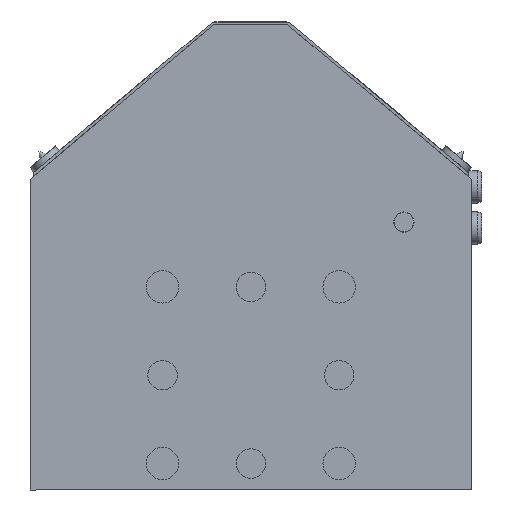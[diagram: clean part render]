
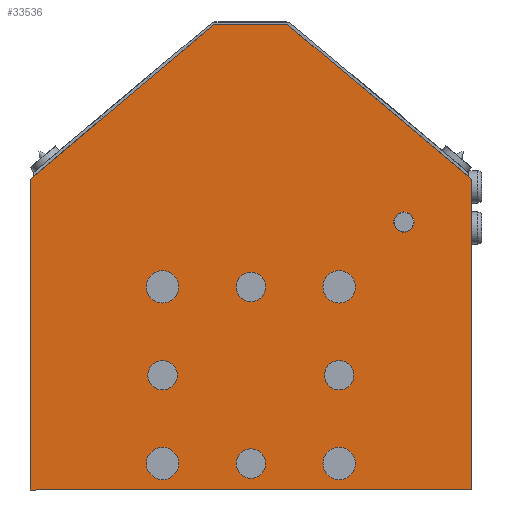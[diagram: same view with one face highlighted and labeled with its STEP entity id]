
A CAD part, left-side view. The second image highlights one B-rep face of the part: STEP entity #33536.
In plain terms, the highlighted face is planar.
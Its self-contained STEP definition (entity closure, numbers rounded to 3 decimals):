
#32904=CARTESIAN_POINT('',(270.,-24.5,68.));
#32905=VERTEX_POINT('',#32904);
#32906=CARTESIAN_POINT('',(270.,-30.,68.));
#32907=DIRECTION('',(-1.0,0.0,0.0));
#32908=DIRECTION('',(0.0,-1.0,0.0));
#32909=AXIS2_PLACEMENT_3D('',#32906,#32907,#32908);
#32910=CIRCLE('',#32909,5.5);
#32911=EDGE_CURVE('',#32905,#32905,#32910,.T.);
#32964=CARTESIAN_POINT('',(270.,35.5,68.));
#32965=VERTEX_POINT('',#32964);
#32966=CARTESIAN_POINT('',(270.,30.,68.));
#32967=DIRECTION('',(-1.0,0.0,0.0));
#32968=DIRECTION('',(0.0,-1.0,0.0));
#32969=AXIS2_PLACEMENT_3D('',#32966,#32967,#32968);
#32970=CIRCLE('',#32969,5.5);
#32971=EDGE_CURVE('',#32965,#32965,#32970,.T.);
#33203=CARTESIAN_POINT('',(270.,35.5,8.));
#33204=VERTEX_POINT('',#33203);
#33205=CARTESIAN_POINT('',(270.,30.,8.));
#33206=DIRECTION('',(-1.0,0.0,0.0));
#33207=DIRECTION('',(0.0,-1.0,0.0));
#33208=AXIS2_PLACEMENT_3D('',#33205,#33206,#33207);
#33209=CIRCLE('',#33208,5.5);
#33210=EDGE_CURVE('',#33204,#33204,#33209,.T.);
#33223=CARTESIAN_POINT('',(270.,-24.5,8.));
#33224=VERTEX_POINT('',#33223);
#33225=CARTESIAN_POINT('',(270.,-30.,8.));
#33226=DIRECTION('',(-1.0,0.0,0.0));
#33227=DIRECTION('',(0.0,-1.0,0.0));
#33228=AXIS2_PLACEMENT_3D('',#33225,#33226,#33227);
#33229=CIRCLE('',#33228,5.5);
#33230=EDGE_CURVE('',#33224,#33224,#33229,.T.);
#33240=CARTESIAN_POINT('',(270.,-25.,38.));
#33241=VERTEX_POINT('',#33240);
#33242=CARTESIAN_POINT('',(270.,-30.,38.));
#33243=DIRECTION('',(-1.0,0.0,0.0));
#33244=DIRECTION('',(0.0,-1.0,0.0));
#33245=AXIS2_PLACEMENT_3D('',#33242,#33243,#33244);
#33246=CIRCLE('',#33245,5.0);
#33247=EDGE_CURVE('',#33241,#33241,#33246,.T.);
#33260=CARTESIAN_POINT('',(270.,5.,68.));
#33261=VERTEX_POINT('',#33260);
#33262=CARTESIAN_POINT('',(270.,0.,68.));
#33263=DIRECTION('',(-1.0,0.0,0.0));
#33264=DIRECTION('',(0.0,-1.0,0.0));
#33265=AXIS2_PLACEMENT_3D('',#33262,#33263,#33264);
#33266=CIRCLE('',#33265,5.0);
#33267=EDGE_CURVE('',#33261,#33261,#33266,.T.);
#33280=CARTESIAN_POINT('',(270.,5.,8.));
#33281=VERTEX_POINT('',#33280);
#33282=CARTESIAN_POINT('',(270.,0.,8.));
#33283=DIRECTION('',(-1.0,0.0,0.0));
#33284=DIRECTION('',(0.0,-1.0,0.0));
#33285=AXIS2_PLACEMENT_3D('',#33282,#33283,#33284);
#33286=CIRCLE('',#33285,5.0);
#33287=EDGE_CURVE('',#33281,#33281,#33286,.T.);
#33300=CARTESIAN_POINT('',(270.,35.,38.));
#33301=VERTEX_POINT('',#33300);
#33302=CARTESIAN_POINT('',(270.,30.,38.));
#33303=DIRECTION('',(-1.0,0.0,0.0));
#33304=DIRECTION('',(0.0,-1.0,0.0));
#33305=AXIS2_PLACEMENT_3D('',#33302,#33303,#33304);
#33306=CIRCLE('',#33305,5.0);
#33307=EDGE_CURVE('',#33301,#33301,#33306,.T.);
#33331=CARTESIAN_POINT('',(270.,55.458,90.));
#33332=VERTEX_POINT('',#33331);
#33333=CARTESIAN_POINT('',(270.,52.,90.));
#33334=DIRECTION('',(-1.0,0.0,0.0));
#33335=DIRECTION('',(0.0,-1.0,0.0));
#33336=AXIS2_PLACEMENT_3D('',#33333,#33334,#33335);
#33337=CIRCLE('',#33336,3.459);
#33338=EDGE_CURVE('',#33332,#33332,#33337,.T.);
#33380=CARTESIAN_POINT('',(270.,-12.575,157.));
#33381=VERTEX_POINT('',#33380);
#33382=CARTESIAN_POINT('',(270.,-75.,104.619));
#33383=VERTEX_POINT('',#33382);
#33384=CARTESIAN_POINT('',(270.,-12.575,157.));
#33385=DIRECTION('',(0.,-0.766,-0.643));
#33386=VECTOR('',#33385,81.49);
#33387=LINE('',#33384,#33386);
#33388=EDGE_CURVE('',#33381,#33383,#33387,.T.);
#33411=CARTESIAN_POINT('',(270.,75.,104.619));
#33412=VERTEX_POINT('',#33411);
#33413=CARTESIAN_POINT('',(270.,12.575,157.0));
#33414=VERTEX_POINT('',#33413);
#33415=CARTESIAN_POINT('',(270.,75.,104.619));
#33416=DIRECTION('',(0.,-0.766,0.643));
#33417=VECTOR('',#33416,81.49);
#33418=LINE('',#33415,#33417);
#33419=EDGE_CURVE('',#33412,#33414,#33418,.T.);
#33443=CARTESIAN_POINT('',(270.,-12.575,157.));
#33444=DIRECTION('',(0.0,1.0,0.0));
#33445=VECTOR('',#33444,25.149);
#33446=LINE('',#33443,#33445);
#33447=EDGE_CURVE('',#33381,#33414,#33446,.T.);
#33460=CARTESIAN_POINT('',(270.,75.,-1.));
#33461=VERTEX_POINT('',#33460);
#33462=CARTESIAN_POINT('',(270.,75.,104.619));
#33463=DIRECTION('',(0.0,0.0,-1.0));
#33464=VECTOR('',#33463,105.619);
#33465=LINE('',#33462,#33464);
#33466=EDGE_CURVE('',#33412,#33461,#33465,.T.);
#33484=CARTESIAN_POINT('',(270.,0.,78.));
#33485=DIRECTION('',(-1.0,0.0,0.0));
#33486=DIRECTION('',(0.0,-1.0,0.0));
#33487=AXIS2_PLACEMENT_3D('',#33484,#33485,#33486);
#33488=PLANE('',#33487);
#33489=ORIENTED_EDGE('',*,*,#33388,.T.);
#33490=CARTESIAN_POINT('',(270.,-75.,-1.));
#33491=VERTEX_POINT('',#33490);
#33492=CARTESIAN_POINT('',(270.,-75.,-1.));
#33493=DIRECTION('',(0.0,0.0,1.0));
#33494=VECTOR('',#33493,105.619);
#33495=LINE('',#33492,#33494);
#33496=EDGE_CURVE('',#33491,#33383,#33495,.T.);
#33497=ORIENTED_EDGE('',*,*,#33496,.F.);
#33498=CARTESIAN_POINT('',(270.,75.,-1.));
#33499=DIRECTION('',(0.0,-1.0,0.0));
#33500=VECTOR('',#33499,150.0);
#33501=LINE('',#33498,#33500);
#33502=EDGE_CURVE('',#33461,#33491,#33501,.T.);
#33503=ORIENTED_EDGE('',*,*,#33502,.F.);
#33504=ORIENTED_EDGE('',*,*,#33466,.F.);
#33505=ORIENTED_EDGE('',*,*,#33419,.T.);
#33506=ORIENTED_EDGE('',*,*,#33447,.F.);
#33507=EDGE_LOOP('',(#33489,#33497,#33503,#33504,#33505,#33506));
#33508=FACE_OUTER_BOUND('',#33507,.T.);
#33509=ORIENTED_EDGE('',*,*,#32911,.T.);
#33510=EDGE_LOOP('',(#33509));
#33511=FACE_BOUND('',#33510,.T.);
#33512=ORIENTED_EDGE('',*,*,#32971,.T.);
#33513=EDGE_LOOP('',(#33512));
#33514=FACE_BOUND('',#33513,.T.);
#33515=ORIENTED_EDGE('',*,*,#33210,.T.);
#33516=EDGE_LOOP('',(#33515));
#33517=FACE_BOUND('',#33516,.T.);
#33518=ORIENTED_EDGE('',*,*,#33230,.T.);
#33519=EDGE_LOOP('',(#33518));
#33520=FACE_BOUND('',#33519,.T.);
#33521=ORIENTED_EDGE('',*,*,#33247,.T.);
#33522=EDGE_LOOP('',(#33521));
#33523=FACE_BOUND('',#33522,.T.);
#33524=ORIENTED_EDGE('',*,*,#33267,.T.);
#33525=EDGE_LOOP('',(#33524));
#33526=FACE_BOUND('',#33525,.T.);
#33527=ORIENTED_EDGE('',*,*,#33287,.T.);
#33528=EDGE_LOOP('',(#33527));
#33529=FACE_BOUND('',#33528,.T.);
#33530=ORIENTED_EDGE('',*,*,#33307,.T.);
#33531=EDGE_LOOP('',(#33530));
#33532=FACE_BOUND('',#33531,.T.);
#33533=ORIENTED_EDGE('',*,*,#33338,.T.);
#33534=EDGE_LOOP('',(#33533));
#33535=FACE_BOUND('',#33534,.T.);
#33536=ADVANCED_FACE('',(#33508,#33511,#33514,#33517,#33520,#33523,#33526,#33529,#33532,#33535),#33488,.F.);
